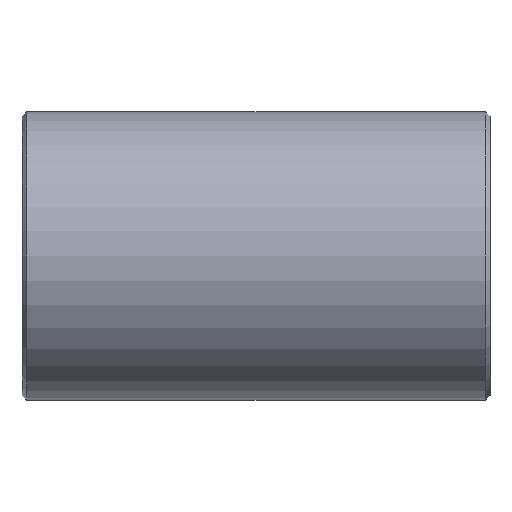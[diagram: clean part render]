
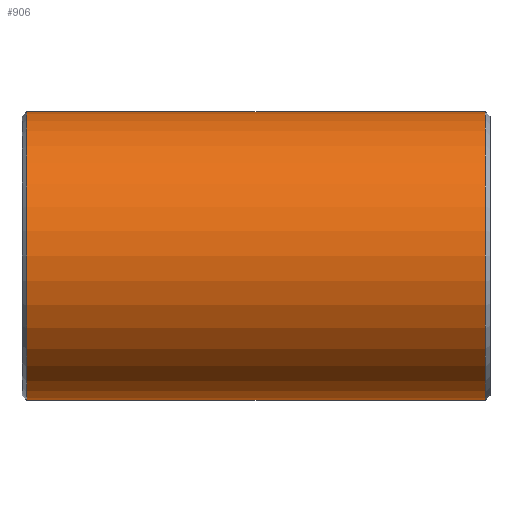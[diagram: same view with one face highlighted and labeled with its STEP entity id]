
A CAD part, front view. The second image highlights one B-rep face of the part: STEP entity #906.
In plain terms, the highlighted cylindrical face has radius 109.537 mm (diameter 219.075 mm), a partial arc.
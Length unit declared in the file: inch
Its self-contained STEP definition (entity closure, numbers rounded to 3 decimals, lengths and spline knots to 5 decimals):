
#16 = CARTESIAN_POINT ( 'NONE',  ( 7., 0., 0. ) ) ;
#26 = DIRECTION ( 'NONE',  ( 0., 0., -1. ) ) ;
#30 = CARTESIAN_POINT ( 'NONE',  ( 6.86467, 0., 4.3125 ) ) ;
#42 = EDGE_CURVE ( 'NONE', #696, #866, #185, .T. ) ;
#116 = CARTESIAN_POINT ( 'NONE',  ( -6.86467, 0., 4.3125 ) ) ;
#159 = ORIENTED_EDGE ( 'NONE', *, *, #271, .T. ) ;
#168 = DIRECTION ( 'NONE',  ( -1., 0., 0. ) ) ;
#176 = CYLINDRICAL_SURFACE ( 'NONE', #685, 4.3125 ) ;
#185 = CIRCLE ( 'NONE', #488, 4.3125 ) ;
#229 = DIRECTION ( 'NONE',  ( 0., 0., 1. ) ) ;
#240 = ORIENTED_EDGE ( 'NONE', *, *, #298, .T. ) ;
#271 = EDGE_CURVE ( 'NONE', #866, #390, #823, .T. ) ;
#276 = VERTEX_POINT ( 'NONE', #893 ) ;
#277 = CARTESIAN_POINT ( 'NONE',  ( 6.86467, 0., -4.3125 ) ) ;
#278 = VECTOR ( 'NONE', #333, 39.37008 ) ;
#298 = EDGE_CURVE ( 'NONE', #390, #276, #327, .T. ) ;
#313 = DIRECTION ( 'NONE',  ( -1., 0., 0. ) ) ;
#327 = CIRCLE ( 'NONE', #841, 4.3125 ) ;
#332 = EDGE_CURVE ( 'NONE', #696, #276, #404, .T. ) ;
#333 = DIRECTION ( 'NONE',  ( -1., 0., 0. ) ) ;
#390 = VERTEX_POINT ( 'NONE', #116 ) ;
#393 = DIRECTION ( 'NONE',  ( 0., 0., 1. ) ) ;
#404 = LINE ( 'NONE', #687, #683 ) ;
#457 = CARTESIAN_POINT ( 'NONE',  ( 6.86467, 0., 0. ) ) ;
#479 = CARTESIAN_POINT ( 'NONE',  ( 7., 0., 4.3125 ) ) ;
#488 = AXIS2_PLACEMENT_3D ( 'NONE', #457, #168, #26 ) ;
#509 = EDGE_LOOP ( 'NONE', ( #542, #526, #159, #240 ) ) ;
#526 = ORIENTED_EDGE ( 'NONE', *, *, #42, .T. ) ;
#542 = ORIENTED_EDGE ( 'NONE', *, *, #332, .F. ) ;
#611 = DIRECTION ( 'NONE',  ( 1., 0., 0. ) ) ;
#653 = FACE_OUTER_BOUND ( 'NONE', #509, .T. ) ;
#683 = VECTOR ( 'NONE', #691, 39.37008 ) ;
#685 = AXIS2_PLACEMENT_3D ( 'NONE', #16, #313, #229 ) ;
#687 = CARTESIAN_POINT ( 'NONE',  ( 7., 0., -4.3125 ) ) ;
#691 = DIRECTION ( 'NONE',  ( -1., 0., 0. ) ) ;
#696 = VERTEX_POINT ( 'NONE', #277 ) ;
#823 = LINE ( 'NONE', #479, #278 ) ;
#841 = AXIS2_PLACEMENT_3D ( 'NONE', #901, #611, #393 ) ;
#866 = VERTEX_POINT ( 'NONE', #30 ) ;
#893 = CARTESIAN_POINT ( 'NONE',  ( -6.86467, 0., -4.3125 ) ) ;
#901 = CARTESIAN_POINT ( 'NONE',  ( -6.86467, 0., 0. ) ) ;
#906 = ADVANCED_FACE ( 'NONE', ( #653 ), #176, .T. ) ;
